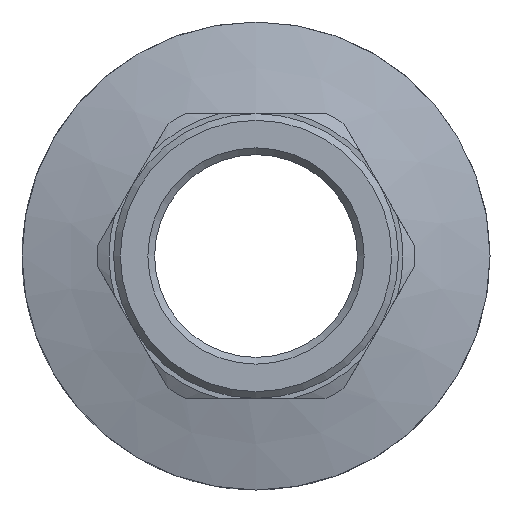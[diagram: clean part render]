
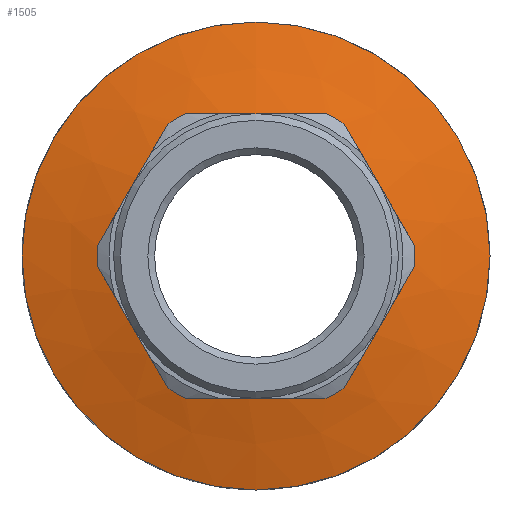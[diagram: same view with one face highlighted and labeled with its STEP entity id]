
A CAD part, front view. The second image highlights one B-rep face of the part: STEP entity #1505.
In plain terms, the highlighted conical face has half-angle 75 degrees and reference radius 17.25 mm.
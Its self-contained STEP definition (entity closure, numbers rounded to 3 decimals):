
#32=B_SPLINE_CURVE_WITH_KNOTS('',3,(#2164,#2165,#2166,#2167,#2168),
 .UNSPECIFIED.,.F.,.F.,(4,1,4),(0.,0.005,
0.01),.UNSPECIFIED.);
#33=B_SPLINE_CURVE_WITH_KNOTS('',3,(#2170,#2171,#2172,#2173,#2174),
 .UNSPECIFIED.,.F.,.F.,(4,1,4),(0.,0.005,
0.01),.UNSPECIFIED.);
#34=B_SPLINE_CURVE_WITH_KNOTS('',3,(#2176,#2177,#2178,#2179,#2180),
 .UNSPECIFIED.,.F.,.F.,(4,1,4),(0.,0.005,
0.01),.UNSPECIFIED.);
#35=B_SPLINE_CURVE_WITH_KNOTS('',3,(#2182,#2183,#2184,#2185,#2186),
 .UNSPECIFIED.,.F.,.F.,(4,1,4),(0.,0.005,
0.01),.UNSPECIFIED.);
#36=B_SPLINE_CURVE_WITH_KNOTS('',3,(#2188,#2189,#2190,#2191,#2192),
 .UNSPECIFIED.,.F.,.F.,(4,1,4),(0.,0.005,
0.01),.UNSPECIFIED.);
#37=B_SPLINE_CURVE_WITH_KNOTS('',3,(#2194,#2195,#2196,#2197,#2198),
 .UNSPECIFIED.,.F.,.F.,(4,1,4),(0.,0.005,
0.01),.UNSPECIFIED.);
#64=CONICAL_SURFACE('',#1608,17.25,1.309);
#330=ORIENTED_EDGE('',*,*,#563,.F.);
#331=ORIENTED_EDGE('',*,*,#512,.F.);
#332=ORIENTED_EDGE('',*,*,#564,.F.);
#333=ORIENTED_EDGE('',*,*,#508,.F.);
#334=ORIENTED_EDGE('',*,*,#565,.F.);
#335=ORIENTED_EDGE('',*,*,#504,.F.);
#336=ORIENTED_EDGE('',*,*,#566,.F.);
#337=ORIENTED_EDGE('',*,*,#500,.F.);
#338=ORIENTED_EDGE('',*,*,#567,.F.);
#339=ORIENTED_EDGE('',*,*,#552,.F.);
#340=ORIENTED_EDGE('',*,*,#562,.F.);
#341=ORIENTED_EDGE('',*,*,#516,.F.);
#342=ORIENTED_EDGE('',*,*,#498,.F.);
#498=EDGE_CURVE('',#647,#647,#748,.T.);
#500=EDGE_CURVE('',#648,#650,#749,.F.);
#504=EDGE_CURVE('',#652,#654,#751,.F.);
#508=EDGE_CURVE('',#656,#658,#753,.F.);
#512=EDGE_CURVE('',#660,#662,#755,.F.);
#516=EDGE_CURVE('',#664,#666,#757,.F.);
#552=EDGE_CURVE('',#687,#685,#770,.F.);
#562=EDGE_CURVE('',#666,#687,#32,.T.);
#563=EDGE_CURVE('',#662,#664,#33,.T.);
#564=EDGE_CURVE('',#658,#660,#34,.T.);
#565=EDGE_CURVE('',#654,#656,#35,.T.);
#566=EDGE_CURVE('',#650,#652,#36,.T.);
#567=EDGE_CURVE('',#685,#648,#37,.T.);
#647=VERTEX_POINT('',#1998);
#648=VERTEX_POINT('',#2001);
#650=VERTEX_POINT('',#2004);
#652=VERTEX_POINT('',#2010);
#654=VERTEX_POINT('',#2013);
#656=VERTEX_POINT('',#2019);
#658=VERTEX_POINT('',#2022);
#660=VERTEX_POINT('',#2028);
#662=VERTEX_POINT('',#2031);
#664=VERTEX_POINT('',#2037);
#666=VERTEX_POINT('',#2040);
#685=VERTEX_POINT('',#2133);
#687=VERTEX_POINT('',#2137);
#748=CIRCLE('',#1549,17.25);
#749=CIRCLE('',#1551,11.7);
#751=CIRCLE('',#1554,11.7);
#753=CIRCLE('',#1557,11.7);
#755=CIRCLE('',#1560,11.7);
#757=CIRCLE('',#1563,11.7);
#770=CIRCLE('',#1587,11.7);
#848=EDGE_LOOP('',(#330,#331,#332,#333,#334,#335,#336,#337,#338,#339,#340,
#341));
#849=EDGE_LOOP('',(#342));
#934=FACE_BOUND('',#848,.T.);
#935=FACE_BOUND('',#849,.T.);
#1505=ADVANCED_FACE('',(#934,#935),#64,.T.);
#1549=AXIS2_PLACEMENT_3D('',#1997,#1685,#1686);
#1551=AXIS2_PLACEMENT_3D('',#2003,#1690,#1691);
#1554=AXIS2_PLACEMENT_3D('',#2012,#1698,#1699);
#1557=AXIS2_PLACEMENT_3D('',#2021,#1706,#1707);
#1560=AXIS2_PLACEMENT_3D('',#2030,#1714,#1715);
#1563=AXIS2_PLACEMENT_3D('',#2039,#1722,#1723);
#1587=AXIS2_PLACEMENT_3D('',#2138,#1783,#1784);
#1608=AXIS2_PLACEMENT_3D('',#2206,#1827,#1828);
#1685=DIRECTION('',(0.,1.,0.));
#1686=DIRECTION('',(0.,0.,1.));
#1690=DIRECTION('',(0.,1.,0.));
#1691=DIRECTION('',(0.,0.,1.));
#1698=DIRECTION('',(0.,1.,0.));
#1699=DIRECTION('',(0.,0.,1.));
#1706=DIRECTION('',(0.,1.,0.));
#1707=DIRECTION('',(0.,0.,1.));
#1714=DIRECTION('',(0.,1.,0.));
#1715=DIRECTION('',(0.,0.,1.));
#1722=DIRECTION('',(0.,1.,0.));
#1723=DIRECTION('',(0.,0.,1.));
#1783=DIRECTION('',(0.,1.,0.));
#1784=DIRECTION('',(0.,0.,1.));
#1827=DIRECTION('',(0.,1.,0.));
#1828=DIRECTION('',(0.,0.,1.));
#1997=CARTESIAN_POINT('',(0.,-13.,0.));
#1998=CARTESIAN_POINT('',(0.,-13.,17.25));
#2001=CARTESIAN_POINT('',(-11.674,-14.487,0.78));
#2003=CARTESIAN_POINT('',(0.,-14.487,0.));
#2004=CARTESIAN_POINT('',(-11.674,-14.487,-0.78));
#2010=CARTESIAN_POINT('',(-6.513,-14.487,-9.72));
#2012=CARTESIAN_POINT('',(0.,-14.487,0.));
#2013=CARTESIAN_POINT('',(-5.161,-14.487,-10.5));
#2019=CARTESIAN_POINT('',(5.161,-14.487,-10.5));
#2021=CARTESIAN_POINT('',(0.,-14.487,0.));
#2022=CARTESIAN_POINT('',(6.513,-14.487,-9.72));
#2028=CARTESIAN_POINT('',(11.674,-14.487,-0.78));
#2030=CARTESIAN_POINT('',(0.,-14.487,0.));
#2031=CARTESIAN_POINT('',(11.674,-14.487,0.78));
#2037=CARTESIAN_POINT('',(6.513,-14.487,9.72));
#2039=CARTESIAN_POINT('',(0.,-14.487,0.));
#2040=CARTESIAN_POINT('',(5.161,-14.487,10.5));
#2133=CARTESIAN_POINT('',(-6.513,-14.487,9.72));
#2137=CARTESIAN_POINT('',(-5.161,-14.487,10.5));
#2138=CARTESIAN_POINT('',(0.,-14.487,0.));
#2164=CARTESIAN_POINT('',(5.161,-14.487,10.5));
#2165=CARTESIAN_POINT('',(3.441,-14.69,10.5));
#2166=CARTESIAN_POINT('',(0.,-14.927,10.5));
#2167=CARTESIAN_POINT('',(-3.441,-14.69,10.5));
#2168=CARTESIAN_POINT('',(-5.161,-14.487,10.5));
#2170=CARTESIAN_POINT('',(11.674,-14.487,0.78));
#2171=CARTESIAN_POINT('',(10.814,-14.69,2.27));
#2172=CARTESIAN_POINT('',(9.093,-14.927,5.25));
#2173=CARTESIAN_POINT('',(7.373,-14.69,8.23));
#2174=CARTESIAN_POINT('',(6.513,-14.487,9.72));
#2176=CARTESIAN_POINT('',(6.513,-14.487,-9.72));
#2177=CARTESIAN_POINT('',(7.373,-14.69,-8.23));
#2178=CARTESIAN_POINT('',(9.093,-14.927,-5.25));
#2179=CARTESIAN_POINT('',(10.814,-14.69,-2.27));
#2180=CARTESIAN_POINT('',(11.674,-14.487,-0.78));
#2182=CARTESIAN_POINT('',(-5.161,-14.487,-10.5));
#2183=CARTESIAN_POINT('',(-3.441,-14.69,-10.5));
#2184=CARTESIAN_POINT('',(0.,-14.927,-10.5));
#2185=CARTESIAN_POINT('',(3.441,-14.69,-10.5));
#2186=CARTESIAN_POINT('',(5.161,-14.487,-10.5));
#2188=CARTESIAN_POINT('',(-11.674,-14.487,-0.78));
#2189=CARTESIAN_POINT('',(-10.814,-14.69,-2.27));
#2190=CARTESIAN_POINT('',(-9.093,-14.927,-5.25));
#2191=CARTESIAN_POINT('',(-7.373,-14.69,-8.23));
#2192=CARTESIAN_POINT('',(-6.513,-14.487,-9.72));
#2194=CARTESIAN_POINT('',(-6.513,-14.487,9.72));
#2195=CARTESIAN_POINT('',(-7.373,-14.69,8.23));
#2196=CARTESIAN_POINT('',(-9.093,-14.927,5.25));
#2197=CARTESIAN_POINT('',(-10.814,-14.69,2.27));
#2198=CARTESIAN_POINT('',(-11.674,-14.487,0.78));
#2206=CARTESIAN_POINT('',(0.,-13.,0.));
